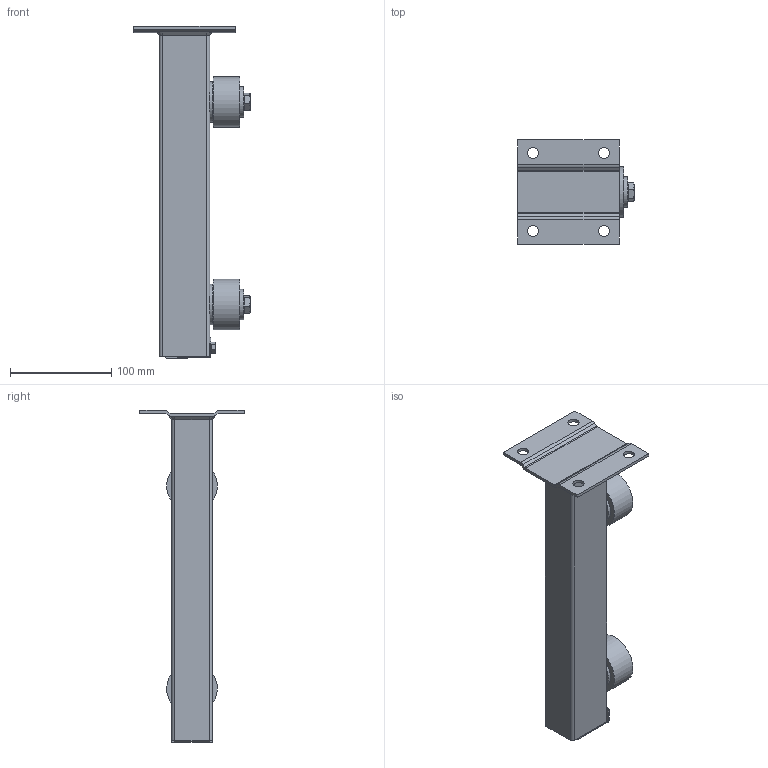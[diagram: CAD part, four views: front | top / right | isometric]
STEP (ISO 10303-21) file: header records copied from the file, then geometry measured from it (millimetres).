
FILE_DESCRIPTION(/* description */ ('Armature pour 1053'),/* implementation_level */ '2;1');
FILE_NAME(/* name */ '1053.stp',/* time_stamp */ '2016-08-18T12:09:55+02:00',/* author */ ('Lionel'),/* organization */ (''),/* preprocessor_version */ 'ST-DEVELOPER v15.6',/* originating_system */ 'Autodesk Inventor 2015',/* authorisation */ '');
FILE_SCHEMA (('AUTOMOTIVE_DESIGN { 1 0 10303 214 3 1 1 }'));
Length unit declared in the file: millimetre
Products named in the file (13): 16875_Soudures; 14950; 14949; 16875; 14926; 14925; 14293; 14296; 04526; 14849; 04510; 18009; 1053
Bounding box: 114.9 x 103 x 327.7 mm (x, y, z)
Volume: 257406.9 mm3; surface area: 178115 mm2
Topology: 16 solids, 16 shells, 215 faces, 496 edges, 321 vertices
Faces by surface type: plane 124, cylinder 65, cone 17, bspline 8, torus 1
Full cylindrical faces by diameter (mm): 4.134 x1, 6 x1, 6.5 x1, 8 x1, 8.376 x2, 10 x4, 10.5 x2, 11 x4, 14 x2, 14.63 x2, 24.15 x2, 30 x4, 40 x2, 50 x2
Entity records: 5836 total; most frequent: CARTESIAN_POINT 1593, DIRECTION 857, ORIENTED_EDGE 770, EDGE_CURVE 385, AXIS2_PLACEMENT_3D 312, VERTEX_POINT 262, LINE 233, VECTOR 233
